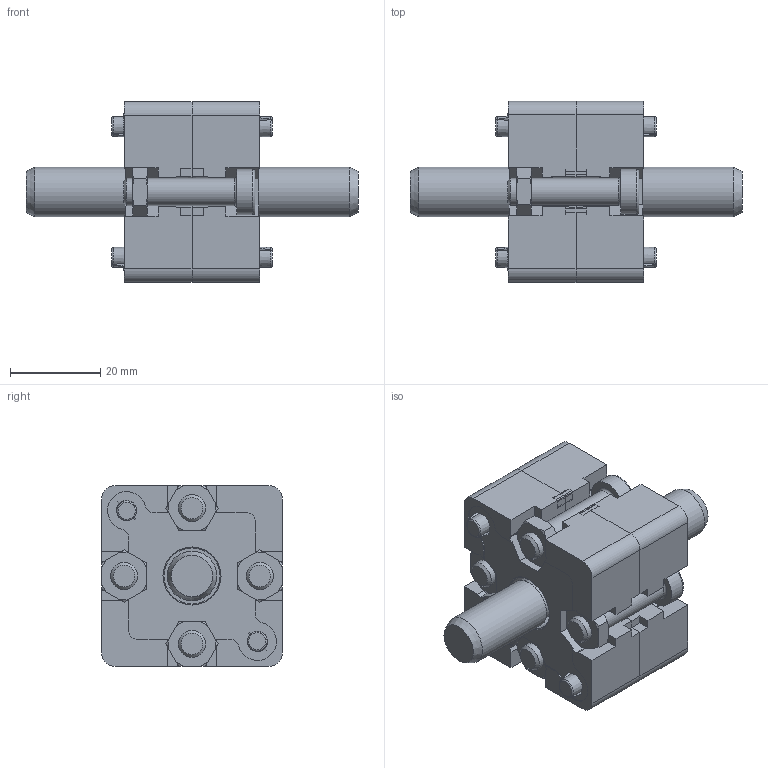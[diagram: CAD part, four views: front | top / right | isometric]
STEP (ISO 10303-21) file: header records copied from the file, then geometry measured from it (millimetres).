
FILE_DESCRIPTION(/* description */ (''),/* implementation_level */ '2;1');
FILE_NAME(/* name */ '1025447.stp',/* time_stamp */ '2024-07-25T10:00:10+02:00',/* author */ ('Bo'),/* organization */ (''),/* preprocessor_version */ 'ST-DEVELOPER v20',/* originating_system */ 'Autodesk Inventor 2025',/* authorisation */ ' ');
FILE_SCHEMA (('AUTOMOTIVE_DESIGN { 1 0 10303 214 3 1 1 }'));
Length unit declared in the file: millimetre
Products named in the file (13): 1025447; 1025447-1; 1025447-2; 1025447-3; 1025447-4; 1025447-5; 1025447-6; 1025447-7; 1025447-8; 1025447-9; 1025447-10; 1025447-11; 1025447-12
Assembly tree (12 placements, depth 2):
  1025447
    1025447-1
    1025447-2
    1025447-3
    1025447-4
    1025447-5
    1025447-6
    1025447-7
    1025447-8
    1025447-9
    1025447-10
    1025447-11
    1025447-12
Bounding box: 73.4 x 40 x 40 mm (x, y, z)
Volume: 41631.3 mm3; surface area: 22799.7 mm2
Topology: 12 solids, 12 shells, 656 faces, 1742 edges, 1134 vertices
Faces by surface type: plane 392, cylinder 152, cone 94, torus 16, bspline 2
Full cylindrical faces by diameter (mm): 4.917 x4, 6 x4, 9.36 x2, 10 x4, 10.04 x2, 11 x2, 19.6 x2
Entity records: 21562 total; most frequent: CARTESIAN_POINT 4581, ORIENTED_EDGE 3476, DIRECTION 3324, EDGE_CURVE 1738, AXIS2_PLACEMENT_3D 1155, VERTEX_POINT 1134, LINE 1014, VECTOR 1014
